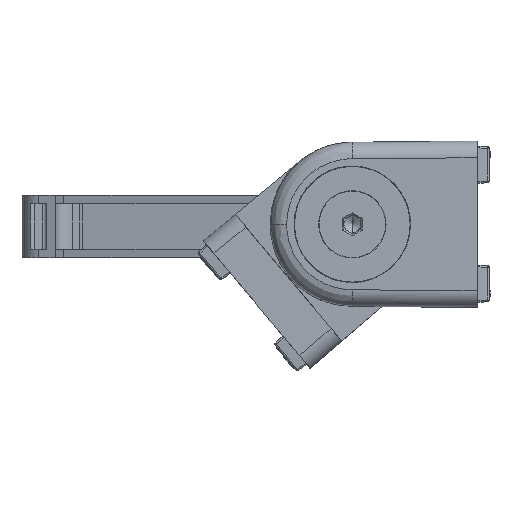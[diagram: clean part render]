
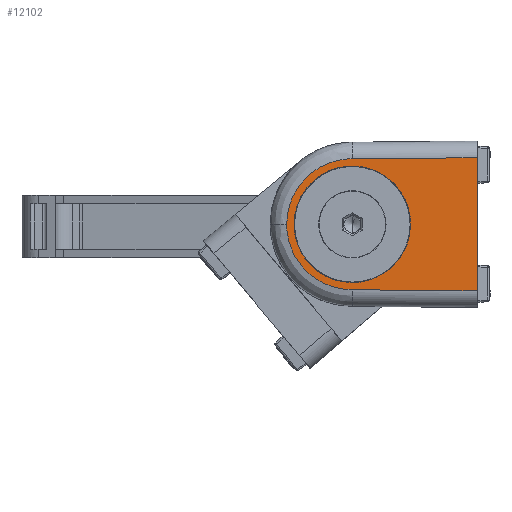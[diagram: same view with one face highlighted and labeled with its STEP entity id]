
A CAD part, left-side view. The second image highlights one B-rep face of the part: STEP entity #12102.
In plain terms, the highlighted face is planar.
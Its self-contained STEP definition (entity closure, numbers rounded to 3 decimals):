
#17 = VECTOR ( 'NONE', #5543, 1000. ) ;
#189 = VERTEX_POINT ( 'NONE', #9485 ) ;
#233 = ORIENTED_EDGE ( 'NONE', *, *, #8737, .F. ) ;
#527 = CARTESIAN_POINT ( 'NONE',  ( -14., 9.93, 8. ) ) ;
#1078 = ORIENTED_EDGE ( 'NONE', *, *, #1211, .F. ) ;
#1211 = EDGE_CURVE ( 'NONE', #3265, #12049, #4108, .T. ) ;
#1394 =( BOUNDED_CURVE ( )  B_SPLINE_CURVE ( 3, ( #12536, #10541, #7524, #12637 ),
 .UNSPECIFIED., .F., .F. ) 
 B_SPLINE_CURVE_WITH_KNOTS ( ( 4, 4 ),
 ( 0., 3.142 ),
 .UNSPECIFIED. ) 
 CURVE ( )  GEOMETRIC_REPRESENTATION_ITEM ( )  RATIONAL_B_SPLINE_CURVE ( ( 1., 0.333, 0.333, 1. ) ) 
 REPRESENTATION_ITEM ( '' )  );
#1422 = CARTESIAN_POINT ( 'NONE',  ( 7.869, 9.869, 15.009 ) ) ;
#1433 = CARTESIAN_POINT ( 'NONE',  ( 0., 9.93, 8. ) ) ;
#1538 = ORIENTED_EDGE ( 'NONE', *, *, #6391, .T. ) ;
#1562 = FACE_BOUND ( 'NONE', #7807, .T. ) ;
#1966 = CARTESIAN_POINT ( 'NONE',  ( -4.864, 9.814, 21.29 ) ) ;
#2049 = CARTESIAN_POINT ( 'NONE',  ( -7.674, 9.851, 17.033 ) ) ;
#2090 = PLANE ( 'NONE',  #4203 ) ;
#2301 = CARTESIAN_POINT ( 'NONE',  ( 6.323, 9.827, 19.815 ) ) ;
#2480 = CARTESIAN_POINT ( 'NONE',  ( -14., 9.808, 22. ) ) ;
#2508 = CARTESIAN_POINT ( 'NONE',  ( 7.999, 9.999, 0.157 ) ) ;
#2520 =( BOUNDED_CURVE ( )  B_SPLINE_CURVE ( 3, ( #11480, #2480, #527, #1433 ),
 .UNSPECIFIED., .F., .F. ) 
 B_SPLINE_CURVE_WITH_KNOTS ( ( 4, 4 ),
 ( 3.142, 6.283 ),
 .UNSPECIFIED. ) 
 CURVE ( )  GEOMETRIC_REPRESENTATION_ITEM ( )  RATIONAL_B_SPLINE_CURVE ( ( 1., 0.333, 0.333, 1. ) ) 
 REPRESENTATION_ITEM ( '' )  );
#2560 = LINE ( 'NONE', #6529, #5582 ) ;
#2695 = LINE ( 'NONE', #3558, #17 ) ;
#3242 = DIRECTION ( 'NONE',  ( 0., 1., 0.009 ) ) ;
#3251 = CARTESIAN_POINT ( 'NONE',  ( 7.87, 9.86, 16.022 ) ) ;
#3265 = VERTEX_POINT ( 'NONE', #7514 ) ;
#3558 = CARTESIAN_POINT ( 'NONE',  ( -10., 10., 0. ) ) ;
#4032 = CARTESIAN_POINT ( 'NONE',  ( -6.904, 9.835, 18.933 ) ) ;
#4108 = B_SPLINE_CURVE_WITH_KNOTS ( 'NONE', 3,
 ( #10189, #11032, #10061, #13096, #1966, #7161, #4032, #2049, #12180, #7075 ),
 .UNSPECIFIED., .F., .F.,
 ( 4, 2, 2, 2, 4 ),
 ( 0., 0.251, 0.503, 0.754, 1. ),
 .UNSPECIFIED. ) ;
#4203 = AXIS2_PLACEMENT_3D ( 'NONE', #12348, #3242, #11345 ) ;
#4743 =( BOUNDED_CURVE ( )  B_SPLINE_CURVE ( 3, ( #1422, #3251, #10363, #5309, #2301, #9416, #8687, #10651, #9676, #6581 ),
 .UNSPECIFIED., .F., .F. ) 
 B_SPLINE_CURVE_WITH_KNOTS ( ( 4, 2, 2, 2, 4 ),
 ( 0., 0.246, 0.497, 0.749, 1. ),
 .UNSPECIFIED. ) 
 CURVE ( )  GEOMETRIC_REPRESENTATION_ITEM ( )  RATIONAL_B_SPLINE_CURVE ( ( 1., 1., 1., 1., 1., 1., 1., 1., 1., 1. ) ) 
 REPRESENTATION_ITEM ( '' )  );
#4750 = ORIENTED_EDGE ( 'NONE', *, *, #8609, .F. ) ;
#4932 = VERTEX_POINT ( 'NONE', #8519 ) ;
#4957 = EDGE_CURVE ( 'NONE', #10831, #189, #1394, .T. ) ;
#4990 = CARTESIAN_POINT ( 'NONE',  ( 7.869, 9.869, 15.009 ) ) ;
#5237 = CARTESIAN_POINT ( 'NONE',  ( 0., 9.93, 8. ) ) ;
#5241 = FACE_OUTER_BOUND ( 'NONE', #5692, .T. ) ;
#5309 = CARTESIAN_POINT ( 'NONE',  ( 6.904, 9.835, 18.933 ) ) ;
#5543 = DIRECTION ( 'NONE',  ( -1., 0., 0. ) ) ;
#5582 = VECTOR ( 'NONE', #5775, 1000. ) ;
#5593 = CARTESIAN_POINT ( 'NONE',  ( -8., 10., 0. ) ) ;
#5692 = EDGE_LOOP ( 'NONE', ( #4750, #8342, #11504, #233, #1078 ) ) ;
#5775 = DIRECTION ( 'NONE',  ( -0.009, 0.009, -1. ) ) ;
#6391 = EDGE_CURVE ( 'NONE', #189, #10831, #2520, .T. ) ;
#6529 = CARTESIAN_POINT ( 'NONE',  ( -8., 10., -0.017 ) ) ;
#6581 = CARTESIAN_POINT ( 'NONE',  ( 0., 9.8, 22.887 ) ) ;
#7075 = CARTESIAN_POINT ( 'NONE',  ( -7.869, 9.869, 15.009 ) ) ;
#7161 = CARTESIAN_POINT ( 'NONE',  ( -6.323, 9.827, 19.815 ) ) ;
#7514 = CARTESIAN_POINT ( 'NONE',  ( 0., 9.8, 22.887 ) ) ;
#7524 = CARTESIAN_POINT ( 'NONE',  ( 14., 9.808, 22. ) ) ;
#7568 = EDGE_CURVE ( 'NONE', #4932, #12409, #10698, .T. ) ;
#7807 = EDGE_LOOP ( 'NONE', ( #1538, #13052 ) ) ;
#8342 = ORIENTED_EDGE ( 'NONE', *, *, #7568, .F. ) ;
#8519 = CARTESIAN_POINT ( 'NONE',  ( 8., 10., 0. ) ) ;
#8609 = EDGE_CURVE ( 'NONE', #12409, #3265, #4743, .T. ) ;
#8678 = DIRECTION ( 'NONE',  ( -0.009, -0.009, 1. ) ) ;
#8687 = CARTESIAN_POINT ( 'NONE',  ( 3.987, 9.809, 21.88 ) ) ;
#8716 = VERTEX_POINT ( 'NONE', #5593 ) ;
#8737 = EDGE_CURVE ( 'NONE', #12049, #8716, #2560, .T. ) ;
#8794 = VECTOR ( 'NONE', #8678, 1000. ) ;
#9315 = CARTESIAN_POINT ( 'NONE',  ( -7.869, 9.869, 15.009 ) ) ;
#9416 = CARTESIAN_POINT ( 'NONE',  ( 4.864, 9.814, 21.29 ) ) ;
#9485 = CARTESIAN_POINT ( 'NONE',  ( 0., 9.808, 22. ) ) ;
#9676 = CARTESIAN_POINT ( 'NONE',  ( 1.037, 9.8, 22.887 ) ) ;
#10061 = CARTESIAN_POINT ( 'NONE',  ( -2.073, 9.802, 22.679 ) ) ;
#10189 = CARTESIAN_POINT ( 'NONE',  ( 0., 9.8, 22.887 ) ) ;
#10363 = CARTESIAN_POINT ( 'NONE',  ( 7.674, 9.851, 17.033 ) ) ;
#10541 = CARTESIAN_POINT ( 'NONE',  ( 14., 9.93, 8. ) ) ;
#10651 = CARTESIAN_POINT ( 'NONE',  ( 2.073, 9.802, 22.679 ) ) ;
#10698 = LINE ( 'NONE', #2508, #8794 ) ;
#10831 = VERTEX_POINT ( 'NONE', #5237 ) ;
#11032 = CARTESIAN_POINT ( 'NONE',  ( -1.037, 9.8, 22.887 ) ) ;
#11345 = DIRECTION ( 'NONE',  ( 0., -0.009, 1. ) ) ;
#11480 = CARTESIAN_POINT ( 'NONE',  ( 0., 9.808, 22. ) ) ;
#11504 = ORIENTED_EDGE ( 'NONE', *, *, #11529, .T. ) ;
#11529 = EDGE_CURVE ( 'NONE', #4932, #8716, #2695, .T. ) ;
#12049 = VERTEX_POINT ( 'NONE', #9315 ) ;
#12102 = ADVANCED_FACE ( 'NONE', ( #1562, #5241 ), #2090, .T. ) ;
#12180 = CARTESIAN_POINT ( 'NONE',  ( -7.87, 9.86, 16.022 ) ) ;
#12348 = CARTESIAN_POINT ( 'NONE',  ( -10., 10., 0. ) ) ;
#12409 = VERTEX_POINT ( 'NONE', #4990 ) ;
#12536 = CARTESIAN_POINT ( 'NONE',  ( 0., 9.93, 8. ) ) ;
#12637 = CARTESIAN_POINT ( 'NONE',  ( 0., 9.808, 22. ) ) ;
#13052 = ORIENTED_EDGE ( 'NONE', *, *, #4957, .T. ) ;
#13096 = CARTESIAN_POINT ( 'NONE',  ( -3.987, 9.809, 21.88 ) ) ;
